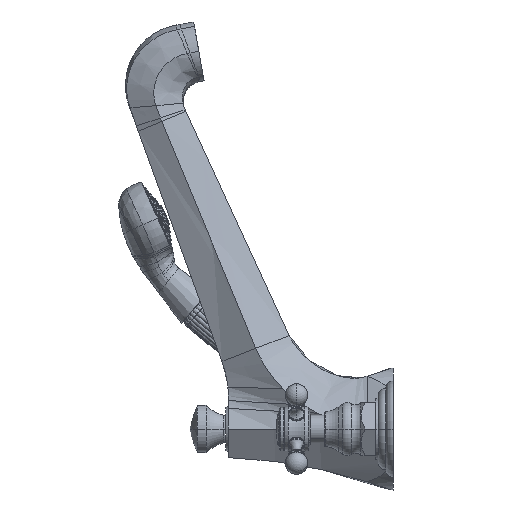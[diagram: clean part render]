
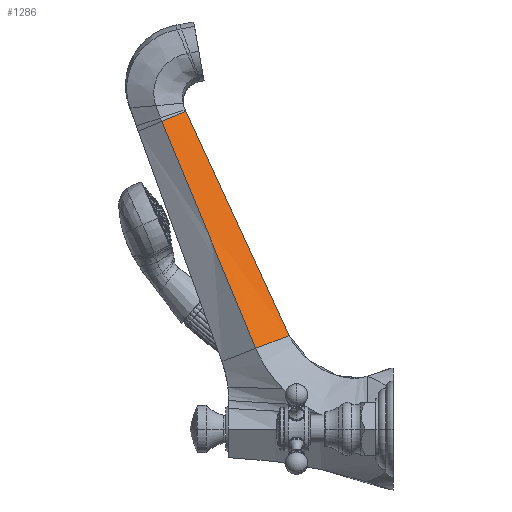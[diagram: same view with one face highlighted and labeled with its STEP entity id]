
A CAD part, left-side view. The second image highlights one B-rep face of the part: STEP entity #1286.
In plain terms, the highlighted free-form (B-spline) face has degree [3, 3] with [7, 8] control points.
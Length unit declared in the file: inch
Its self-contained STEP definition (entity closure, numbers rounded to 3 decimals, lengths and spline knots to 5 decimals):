
#13=CARTESIAN_POINT('',(-0.8486,3.37337,1.98075));
#14=CARTESIAN_POINT('',(-0.82459,3.47661,2.22991));
#15=CARTESIAN_POINT('',(-0.75769,3.79245,2.99221));
#16=CARTESIAN_POINT('',(-0.66602,4.41027,4.48336));
#17=CARTESIAN_POINT('',(-0.63584,5.07573,6.08948));
#18=CARTESIAN_POINT('',(-0.65618,5.52897,7.18341));
#19=CARTESIAN_POINT('',(-0.6675,5.68013,7.54826));
#21=DIRECTION('',(-0.416,0.84,-0.348));
#22=VECTOR('',#21,0.70295);
#23=CARTESIAN_POINT('',(-0.375,5.08961,7.79293));
#24=LINE('',#23,#22);
#25=CARTESIAN_POINT('',(-0.375,2.5548,2.29443));
#26=CARTESIAN_POINT('',(-0.375,2.67211,2.54649));
#27=CARTESIAN_POINT('',(-0.375,3.0236,3.3027));
#28=CARTESIAN_POINT('',(-0.375,3.70531,4.77517));
#29=CARTESIAN_POINT('',(-0.375,4.43295,6.35684));
#30=CARTESIAN_POINT('',(-0.375,4.92566,7.43386));
#31=CARTESIAN_POINT('',(-0.375,5.08961,7.79293));
#53=CARTESIAN_POINT('',(-0.8486,3.37337,1.98075));
#54=CARTESIAN_POINT('',(-0.69113,3.10031,2.08539));
#55=CARTESIAN_POINT('',(-0.53327,2.82746,2.18995));
#56=CARTESIAN_POINT('',(-0.375,2.5548,2.29443));
#1116=CARTESIAN_POINT('',(-0.375,5.08961,7.79293));
#1117=CARTESIAN_POINT('',(-0.6675,5.68013,7.54826));
#1118=VERTEX_POINT('',#1116);
#1119=VERTEX_POINT('',#1117);
#1150=CARTESIAN_POINT('',(-0.375,2.5548,2.29443));
#1151=VERTEX_POINT('',#1150);
#1153=VERTEX_POINT('',#53);
#1220=CARTESIAN_POINT('',(-0.375,2.5548,
2.29443));
#1221=CARTESIAN_POINT('',(-0.39262,2.58479,
2.28201));
#1222=CARTESIAN_POINT('',(-0.44547,2.67474,
2.24474));
#1223=CARTESIAN_POINT('',(-0.55119,2.85464,
2.1702));
#1224=CARTESIAN_POINT('',(-0.67451,3.06453,
2.08324));
#1225=CARTESIAN_POINT('',(-0.78023,3.24443,
2.0087));
#1226=CARTESIAN_POINT('',(-0.83308,3.33438,
1.97143));
#1227=CARTESIAN_POINT('',(-0.8507,3.36437,
1.95901));
#1228=CARTESIAN_POINT('',(-0.375,2.67211,
2.54649));
#1229=CARTESIAN_POINT('',(-0.3917,2.70168,
2.53423));
#1230=CARTESIAN_POINT('',(-0.44179,2.79041,
2.49744));
#1231=CARTESIAN_POINT('',(-0.54199,2.96785,
2.42387));
#1232=CARTESIAN_POINT('',(-0.65888,3.17486,
2.33803));
#1233=CARTESIAN_POINT('',(-0.75907,3.35231,
2.26446));
#1234=CARTESIAN_POINT('',(-0.80917,3.44103,
2.22767));
#1235=CARTESIAN_POINT('',(-0.82587,3.4706,
2.21541));
#1236=CARTESIAN_POINT('',(-0.375,3.0236,
3.3027));
#1237=CARTESIAN_POINT('',(-0.38919,3.05196,
3.29094));
#1238=CARTESIAN_POINT('',(-0.43176,3.13706,
3.25563));
#1239=CARTESIAN_POINT('',(-0.5169,3.30724,
3.18502));
#1240=CARTESIAN_POINT('',(-0.61623,3.5058,
3.10264));
#1241=CARTESIAN_POINT('',(-0.70138,3.67599,
3.03203));
#1242=CARTESIAN_POINT('',(-0.74395,3.76108,
2.99673));
#1243=CARTESIAN_POINT('',(-0.75814,3.78945,
2.98496));
#1244=CARTESIAN_POINT('',(-0.375,3.70531,
4.77517));
#1245=CARTESIAN_POINT('',(-0.38578,3.73142,
4.76436));
#1246=CARTESIAN_POINT('',(-0.41811,3.80975,
4.73194));
#1247=CARTESIAN_POINT('',(-0.48278,3.96641,
4.66709));
#1248=CARTESIAN_POINT('',(-0.55823,4.14917,
4.59144));
#1249=CARTESIAN_POINT('',(-0.62291,4.30583,
4.52659));
#1250=CARTESIAN_POINT('',(-0.65524,4.38416,
4.49416));
#1251=CARTESIAN_POINT('',(-0.66602,4.41027,
4.48336));
#1252=CARTESIAN_POINT('',(-0.375,4.43295,
6.35684));
#1253=CARTESIAN_POINT('',(-0.38466,4.45676,
6.34694));
#1254=CARTESIAN_POINT('',(-0.41364,4.52818,
6.31723));
#1255=CARTESIAN_POINT('',(-0.47161,4.67102,
6.25782));
#1256=CARTESIAN_POINT('',(-0.53923,4.83766,
6.1885));
#1257=CARTESIAN_POINT('',(-0.5972,4.9805,
6.12909));
#1258=CARTESIAN_POINT('',(-0.62618,5.05192,
6.09938));
#1259=CARTESIAN_POINT('',(-0.63584,5.07573,
6.08948));
#1260=CARTESIAN_POINT('',(-0.375,4.92566,
7.43386));
#1261=CARTESIAN_POINT('',(-0.38541,4.948,
7.42459));
#1262=CARTESIAN_POINT('',(-0.41666,5.01504,
7.39676));
#1263=CARTESIAN_POINT('',(-0.47914,5.14911,
7.3411));
#1264=CARTESIAN_POINT('',(-0.55204,5.30552,
7.27617));
#1265=CARTESIAN_POINT('',(-0.61452,5.43959,
7.22051));
#1266=CARTESIAN_POINT('',(-0.64576,5.50662,
7.19269));
#1267=CARTESIAN_POINT('',(-0.65618,5.52897,
7.18341));
#1268=CARTESIAN_POINT('',(-0.375,5.08961,
7.79293));
#1269=CARTESIAN_POINT('',(-0.38583,5.11148,
7.78387));
#1270=CARTESIAN_POINT('',(-0.41833,5.1771,
7.75668));
#1271=CARTESIAN_POINT('',(-0.48333,5.30832,
7.70231));
#1272=CARTESIAN_POINT('',(-0.55917,5.46142,
7.63888));
#1273=CARTESIAN_POINT('',(-0.62417,5.59265,
7.58451));
#1274=CARTESIAN_POINT('',(-0.65667,5.65826,
7.55732));
#1275=CARTESIAN_POINT('',(-0.6675,5.68014,
7.54826));
#1276=B_SPLINE_SURFACE_WITH_KNOTS('',3,3,((#1220,#1221,#1222,#1223,#1224,#1225,
#1226,#1227),(#1228,#1229,#1230,#1231,#1232,#1233,#1234,#1235),(#1236,#1237,
#1238,#1239,#1240,#1241,#1242,#1243),(#1244,#1245,#1246,#1247,#1248,#1249,#1250,
#1251),(#1252,#1253,#1254,#1255,#1256,#1257,#1258,#1259),(#1260,#1261,#1262,
#1263,#1264,#1265,#1266,#1267),(#1268,#1269,#1270,#1271,#1272,#1273,#1274,
#1275)),.UNSPECIFIED.,.F.,.F.,.F.,(4,1,1,1,4),(4,1,1,1,1,4),(0.,
0.13783,0.41349,0.8045,1.),(0.,
0.11111,0.33333,0.66667,0.88889,
1.),.UNSPECIFIED.);
#1278=ORIENTED_EDGE('',*,*,#1277,.F.);
#1280=ORIENTED_EDGE('',*,*,#1279,.T.);
#1281=ORIENTED_EDGE('',*,*,#1209,.F.);
#1283=ORIENTED_EDGE('',*,*,#1282,.F.);
#1284=EDGE_LOOP('',(#1278,#1280,#1281,#1283));
#1285=FACE_OUTER_BOUND('',#1284,.F.);
#1286=ADVANCED_FACE('',(#1285),#1276,.T.);
#20=B_SPLINE_CURVE_WITH_KNOTS('',3,(#13,#14,#15,#16,#17,#18,#19),.UNSPECIFIED.,
.F.,.F.,(4,1,1,1,4),(0.,0.13446,0.4112,0.80373,
1.),.UNSPECIFIED.);
#32=B_SPLINE_CURVE_WITH_KNOTS('',3,(#25,#26,#27,#28,#29,#30,#31),.UNSPECIFIED.,
.F.,.F.,(4,1,1,1,4),(0.,0.13783,0.41349,0.8045,
1.),.UNSPECIFIED.);
#57=B_SPLINE_CURVE_WITH_KNOTS('',3,(#53,#54,#55,#56),.UNSPECIFIED.,.F.,.F.,(4,
4),(0.,1.),.UNSPECIFIED.);
#1209=EDGE_CURVE('',#1118,#1119,#24,.T.);
#1277=EDGE_CURVE('',#1153,#1151,#57,.T.);
#1279=EDGE_CURVE('',#1153,#1119,#20,.T.);
#1282=EDGE_CURVE('',#1151,#1118,#32,.T.);
